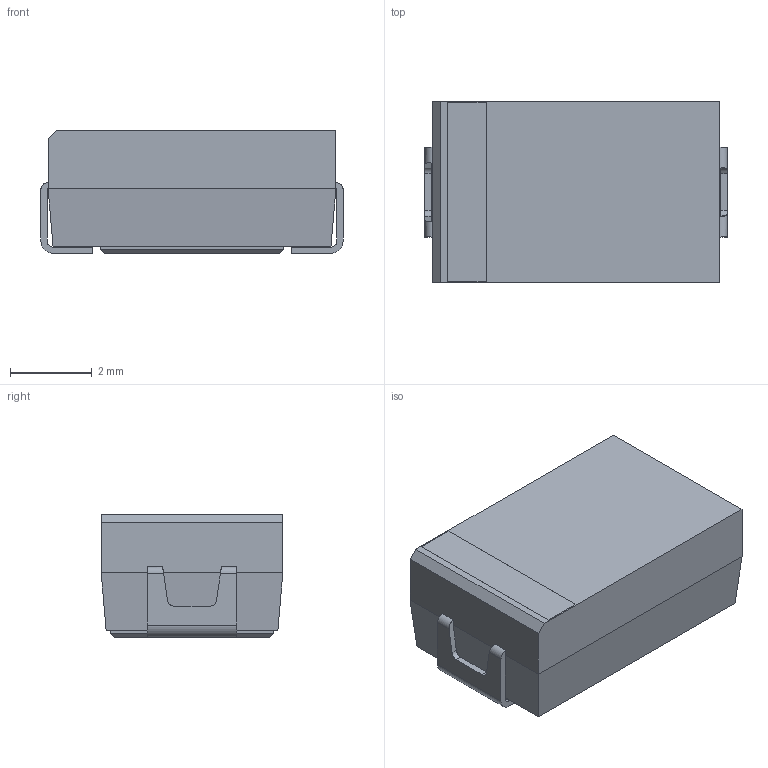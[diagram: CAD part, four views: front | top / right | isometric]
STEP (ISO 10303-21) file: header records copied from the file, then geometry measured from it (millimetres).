
FILE_DESCRIPTION (( 'STEP AP214' ), '1' );
FILE_NAME ('Capacitor Tantalum D.STEP', '2019-11-27T21:17:15', ( 'Elessar' ), ( '' ), 'SwSTEP 2.0', 'SolidWorks 2018', '' );
FILE_SCHEMA (( 'AUTOMOTIVE_DESIGN' ));
Length unit declared in the file: millimetre
Products named in the file (1): Capacitor Tantalum D
Bounding box: 7.4 x 4.45 x 3 mm (x, y, z)
Volume: 91.3 mm3; surface area: 158 mm2
Topology: 2 solids, 2 shells, 63 faces, 166 edges, 108 vertices
Faces by surface type: plane 46, cylinder 17
Entity records: 2699 total; most frequent: CARTESIAN_POINT 395, ORIENTED_EDGE 332, DIRECTION 312, EDGE_CURVE 166, VECTOR 128, LINE 128, VERTEX_POINT 108, AXIS2_PLACEMENT_3D 92
